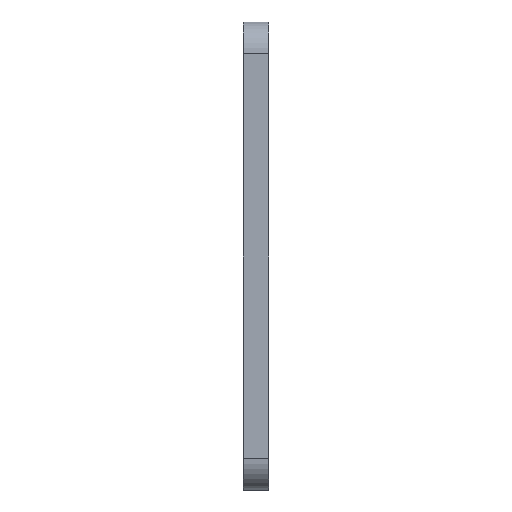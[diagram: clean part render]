
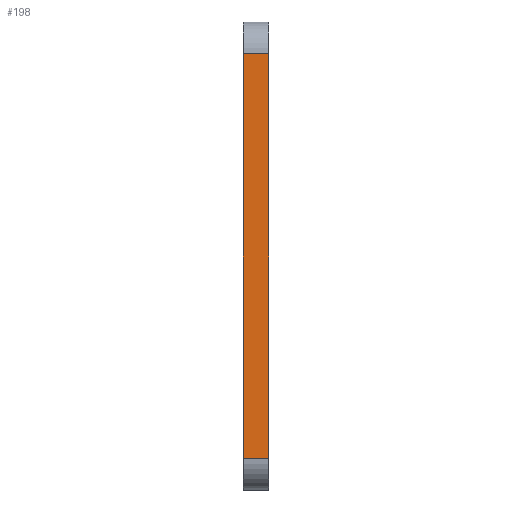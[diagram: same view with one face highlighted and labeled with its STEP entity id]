
A CAD part, left-side view. The second image highlights one B-rep face of the part: STEP entity #198.
In plain terms, the highlighted planar face has unit normal (-1, 0, 0).
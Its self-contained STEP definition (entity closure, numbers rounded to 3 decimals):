
#15 = LINE ( 'NONE', #756, #183 ) ;
#19 = DIRECTION ( 'NONE',  ( 0., -1., 0. ) ) ;
#39 = CARTESIAN_POINT ( 'NONE',  ( -18.5, 2., -6. ) ) ;
#62 = VECTOR ( 'NONE', #429, 1000. ) ;
#108 = PLANE ( 'NONE',  #648 ) ;
#118 = VECTOR ( 'NONE', #19, 1000. ) ;
#154 = DIRECTION ( 'NONE',  ( 0., 0., 1. ) ) ;
#165 = CARTESIAN_POINT ( 'NONE',  ( -18.5, 0., -6. ) ) ;
#176 = ORIENTED_EDGE ( 'NONE', *, *, #488, .T. ) ;
#179 = EDGE_LOOP ( 'NONE', ( #351, #176, #779, #371 ) ) ;
#183 = VECTOR ( 'NONE', #154, 1000. ) ;
#198 = ADVANCED_FACE ( 'NONE', ( #307 ), #108, .T. ) ;
#211 = VECTOR ( 'NONE', #720, 1000. ) ;
#307 = FACE_OUTER_BOUND ( 'NONE', #179, .T. ) ;
#341 = LINE ( 'NONE', #802, #62 ) ;
#349 = EDGE_CURVE ( 'NONE', #717, #780, #353, .T. ) ;
#351 = ORIENTED_EDGE ( 'NONE', *, *, #363, .T. ) ;
#353 = LINE ( 'NONE', #740, #118 ) ;
#363 = EDGE_CURVE ( 'NONE', #780, #626, #15, .T. ) ;
#371 = ORIENTED_EDGE ( 'NONE', *, *, #349, .T. ) ;
#387 = CARTESIAN_POINT ( 'NONE',  ( -18.5, 0., -8.5 ) ) ;
#416 = CARTESIAN_POINT ( 'NONE',  ( -18.5, 0., 26. ) ) ;
#429 = DIRECTION ( 'NONE',  ( 0., 0., 1. ) ) ;
#488 = EDGE_CURVE ( 'NONE', #626, #762, #724, .T. ) ;
#531 = CARTESIAN_POINT ( 'NONE',  ( -18.5, 0., 26. ) ) ;
#548 = CARTESIAN_POINT ( 'NONE',  ( -18.5, 2., 26. ) ) ;
#626 = VERTEX_POINT ( 'NONE', #416 ) ;
#645 = DIRECTION ( 'NONE',  ( 0., 0., 1. ) ) ;
#648 = AXIS2_PLACEMENT_3D ( 'NONE', #387, #781, #645 ) ;
#649 = EDGE_CURVE ( 'NONE', #717, #762, #341, .T. ) ;
#717 = VERTEX_POINT ( 'NONE', #39 ) ;
#720 = DIRECTION ( 'NONE',  ( 0., 1., 0. ) ) ;
#724 = LINE ( 'NONE', #531, #211 ) ;
#740 = CARTESIAN_POINT ( 'NONE',  ( -18.5, 0., -6. ) ) ;
#756 = CARTESIAN_POINT ( 'NONE',  ( -18.5, 0., -8.5 ) ) ;
#762 = VERTEX_POINT ( 'NONE', #548 ) ;
#779 = ORIENTED_EDGE ( 'NONE', *, *, #649, .F. ) ;
#780 = VERTEX_POINT ( 'NONE', #165 ) ;
#781 = DIRECTION ( 'NONE',  ( -1., 0., 0. ) ) ;
#802 = CARTESIAN_POINT ( 'NONE',  ( -18.5, 2., -8.5 ) ) ;
